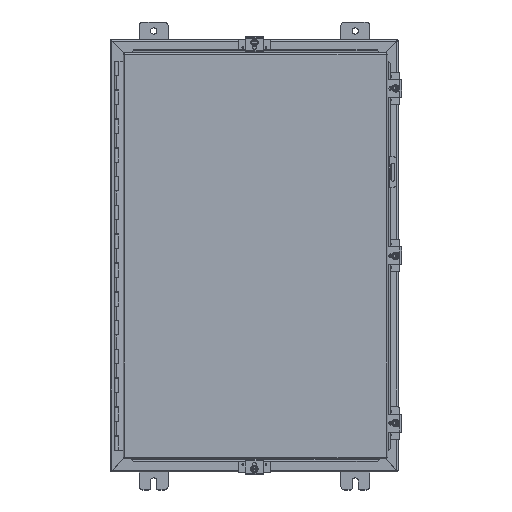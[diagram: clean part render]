
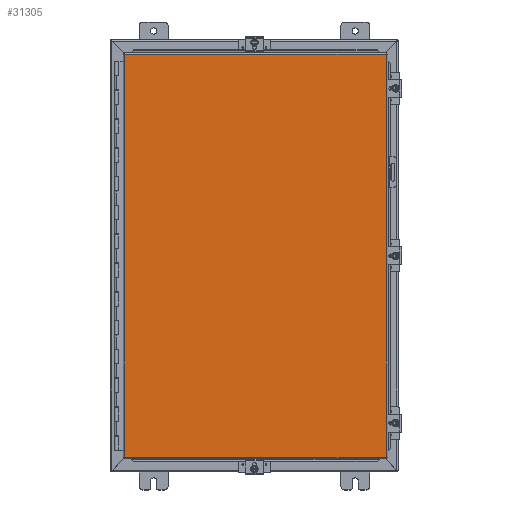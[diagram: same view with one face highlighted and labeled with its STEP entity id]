
A CAD part, top view. The second image highlights one B-rep face of the part: STEP entity #31305.
In plain terms, the highlighted face is planar.
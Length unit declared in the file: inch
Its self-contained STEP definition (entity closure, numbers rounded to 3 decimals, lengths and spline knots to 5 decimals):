
#2028 = VECTOR ( 'NONE', #30663, 39.37008 ) ;
#2187 = VERTEX_POINT ( 'NONE', #40332 ) ;
#2434 = DIRECTION ( 'NONE',  ( 0., 1., 0. ) ) ;
#2632 = CARTESIAN_POINT ( 'NONE',  ( -9.08225, -6.99425, 0. ) ) ;
#4772 = VERTEX_POINT ( 'NONE', #20935 ) ;
#6652 = EDGE_LOOP ( 'NONE', ( #30914, #37425, #9207, #24564 ) ) ;
#9207 = ORIENTED_EDGE ( 'NONE', *, *, #10247, .T. ) ;
#10247 = EDGE_CURVE ( 'NONE', #4772, #42343, #12315, .T. ) ;
#10646 = VECTOR ( 'NONE', #13966, 39.37008 ) ;
#11107 = DIRECTION ( 'NONE',  ( 1., 0., 0. ) ) ;
#11160 = DIRECTION ( 'NONE',  ( 0., 0., 1. ) ) ;
#11252 = CARTESIAN_POINT ( 'NONE',  ( 0., 0., 0. ) ) ;
#11810 = PLANE ( 'NONE',  #16677 ) ;
#12315 = LINE ( 'NONE', #28861, #2028 ) ;
#13966 = DIRECTION ( 'NONE',  ( 1., 0., 0. ) ) ;
#14007 = CARTESIAN_POINT ( 'NONE',  ( -4.59375, 13.9885, 0. ) ) ;
#16614 = CARTESIAN_POINT ( 'NONE',  ( -9.08225, -13.9885, 0. ) ) ;
#16677 = AXIS2_PLACEMENT_3D ( 'NONE', #11252, #11160, #11107 ) ;
#20935 = CARTESIAN_POINT ( 'NONE',  ( 9.08225, 13.9885, 0. ) ) ;
#22138 = VECTOR ( 'NONE', #30133, 39.37008 ) ;
#22419 = CARTESIAN_POINT ( 'NONE',  ( 9.08225, -13.9885, 0. ) ) ;
#23863 = VECTOR ( 'NONE', #2434, 39.37008 ) ;
#24564 = ORIENTED_EDGE ( 'NONE', *, *, #36000, .T. ) ;
#27195 = EDGE_CURVE ( 'NONE', #36612, #2187, #43565, .T. ) ;
#28057 = FACE_OUTER_BOUND ( 'NONE', #6652, .T. ) ;
#28861 = CARTESIAN_POINT ( 'NONE',  ( 9.08225, 6.99425, 0. ) ) ;
#30133 = DIRECTION ( 'NONE',  ( -1., 0., 0. ) ) ;
#30663 = DIRECTION ( 'NONE',  ( 0., -1., 0. ) ) ;
#30902 = CARTESIAN_POINT ( 'NONE',  ( 4.54113, -13.9885, 0. ) ) ;
#30914 = ORIENTED_EDGE ( 'NONE', *, *, #27195, .T. ) ;
#31188 = LINE ( 'NONE', #30902, #22138 ) ;
#31305 = ADVANCED_FACE ( 'NONE', ( #28057 ), #11810, .F. ) ;
#36000 = EDGE_CURVE ( 'NONE', #42343, #36612, #31188, .T. ) ;
#36612 = VERTEX_POINT ( 'NONE', #16614 ) ;
#36636 = LINE ( 'NONE', #14007, #10646 ) ;
#36649 = EDGE_CURVE ( 'NONE', #2187, #4772, #36636, .T. ) ;
#37425 = ORIENTED_EDGE ( 'NONE', *, *, #36649, .T. ) ;
#40332 = CARTESIAN_POINT ( 'NONE',  ( -9.08225, 13.9885, 0. ) ) ;
#42343 = VERTEX_POINT ( 'NONE', #22419 ) ;
#43565 = LINE ( 'NONE', #2632, #23863 ) ;
